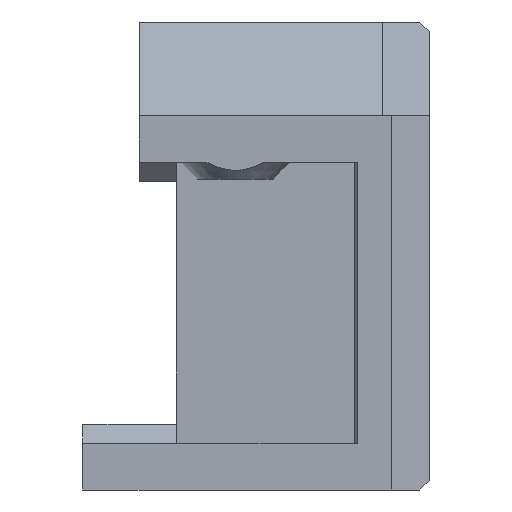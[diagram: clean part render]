
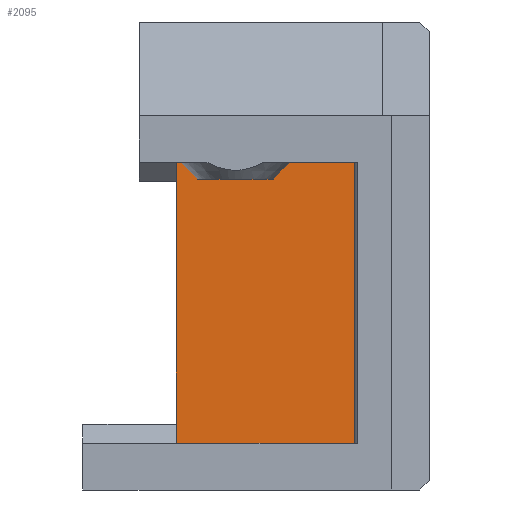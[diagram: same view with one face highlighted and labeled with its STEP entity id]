
A CAD part, left-side view. The second image highlights one B-rep face of the part: STEP entity #2095.
In plain terms, the highlighted planar face has unit normal (-1, 0, 0).
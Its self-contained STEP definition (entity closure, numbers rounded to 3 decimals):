
#207=FACE_OUTER_BOUND('',#334,.T.);
#334=EDGE_LOOP('',(#1765,#1766,#1767,#1768));
#407=LINE('',#2840,#642);
#483=LINE('',#3278,#718);
#499=LINE('',#3323,#734);
#584=LINE('',#3546,#819);
#642=VECTOR('',#2314,1000.);
#718=VECTOR('',#2436,1000.);
#734=VECTOR('',#2464,1000.);
#819=VECTOR('',#2669,1000.);
#875=VERTEX_POINT('',#2837);
#876=VERTEX_POINT('',#2839);
#947=VERTEX_POINT('',#3276);
#948=VERTEX_POINT('',#3277);
#1073=EDGE_CURVE('',#876,#875,#407,.T.);
#1176=EDGE_CURVE('',#947,#948,#483,.T.);
#1197=EDGE_CURVE('',#948,#875,#499,.T.);
#1308=EDGE_CURVE('',#947,#876,#584,.T.);
#1765=ORIENTED_EDGE('',*,*,#1308,.T.);
#1766=ORIENTED_EDGE('',*,*,#1073,.T.);
#1767=ORIENTED_EDGE('',*,*,#1197,.F.);
#1768=ORIENTED_EDGE('',*,*,#1176,.F.);
#1990=PLANE('',#2237);
#2095=ADVANCED_FACE('',(#207),#1990,.F.);
#2237=AXIS2_PLACEMENT_3D('',#3545,#2667,#2668);
#2314=DIRECTION('',(0.,0.,1.));
#2436=DIRECTION('',(0.,0.,1.));
#2464=DIRECTION('',(0.,-1.,0.));
#2667=DIRECTION('center_axis',(1.,0.,0.));
#2668=DIRECTION('ref_axis',(0.,0.,-1.));
#2669=DIRECTION('',(0.,-1.,0.));
#2837=CARTESIAN_POINT('',(386.3,-69.,-15.));
#2839=CARTESIAN_POINT('',(386.3,-69.,-45.));
#2840=CARTESIAN_POINT('',(386.3,-69.,-45.002));
#3276=CARTESIAN_POINT('',(386.3,-42.,-45.));
#3277=CARTESIAN_POINT('',(386.3,-42.,-15.));
#3278=CARTESIAN_POINT('',(386.3,-42.,-45.002));
#3323=CARTESIAN_POINT('',(386.3,-58.65,-15.));
#3545=CARTESIAN_POINT('Origin',(386.3,-58.65,-45.002));
#3546=CARTESIAN_POINT('',(386.3,-58.65,-45.));
